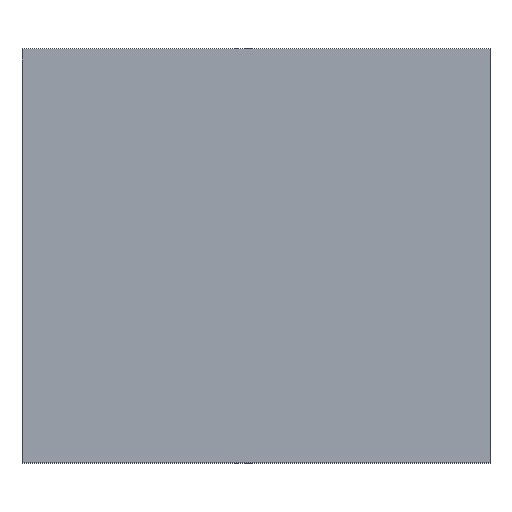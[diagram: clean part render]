
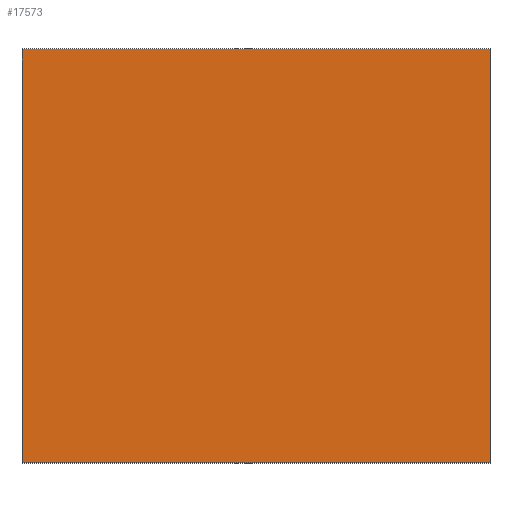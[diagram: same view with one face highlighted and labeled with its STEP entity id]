
A CAD part, top view. The second image highlights one B-rep face of the part: STEP entity #17573.
In plain terms, the highlighted planar face has unit normal (0, 0, 1).
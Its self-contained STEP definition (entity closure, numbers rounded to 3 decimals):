
#17384 = VERTEX_POINT('',#17385);
#17385 = CARTESIAN_POINT('',(-6.5,-5.75,0.95));
#17392 = PLANE('',#17393);
#17393 = AXIS2_PLACEMENT_3D('',#17394,#17395,#17396);
#17394 = CARTESIAN_POINT('',(-6.5,-5.75,0.15));
#17395 = DIRECTION('',(1.,0.,0.));
#17396 = DIRECTION('',(0.,0.,1.));
#17404 = PLANE('',#17405);
#17405 = AXIS2_PLACEMENT_3D('',#17406,#17407,#17408);
#17406 = CARTESIAN_POINT('',(-6.5,-5.75,0.15));
#17407 = DIRECTION('',(0.,1.,0.));
#17408 = DIRECTION('',(0.,0.,1.));
#17445 = VERTEX_POINT('',#17446);
#17446 = CARTESIAN_POINT('',(-6.5,5.75,0.95));
#17460 = PLANE('',#17461);
#17461 = AXIS2_PLACEMENT_3D('',#17462,#17463,#17464);
#17462 = CARTESIAN_POINT('',(-6.5,5.75,0.15));
#17463 = DIRECTION('',(0.,1.,0.));
#17464 = DIRECTION('',(0.,0.,1.));
#17472 = EDGE_CURVE('',#17384,#17445,#17473,.T.);
#17473 = SURFACE_CURVE('',#17474,(#17478,#17485),.PCURVE_S1.);
#17474 = LINE('',#17475,#17476);
#17475 = CARTESIAN_POINT('',(-6.5,-5.75,0.95));
#17476 = VECTOR('',#17477,1.);
#17477 = DIRECTION('',(0.,1.,0.));
#17478 = PCURVE('',#17392,#17479);
#17479 = DEFINITIONAL_REPRESENTATION('',(#17480),#17484);
#17480 = LINE('',#17481,#17482);
#17481 = CARTESIAN_POINT('',(0.8,0.));
#17482 = VECTOR('',#17483,1.);
#17483 = DIRECTION('',(0.,-1.));
#17484 = ( GEOMETRIC_REPRESENTATION_CONTEXT(2) 
PARAMETRIC_REPRESENTATION_CONTEXT() REPRESENTATION_CONTEXT('2D SPACE',''
  ) );
#17485 = PCURVE('',#17486,#17491);
#17486 = PLANE('',#17487);
#17487 = AXIS2_PLACEMENT_3D('',#17488,#17489,#17490);
#17488 = CARTESIAN_POINT('',(-6.5,-5.75,0.95));
#17489 = DIRECTION('',(0.,0.,1.));
#17490 = DIRECTION('',(1.,0.,0.));
#17491 = DEFINITIONAL_REPRESENTATION('',(#17492),#17496);
#17492 = LINE('',#17493,#17494);
#17493 = CARTESIAN_POINT('',(0.,0.));
#17494 = VECTOR('',#17495,1.);
#17495 = DIRECTION('',(0.,1.));
#17496 = ( GEOMETRIC_REPRESENTATION_CONTEXT(2) 
PARAMETRIC_REPRESENTATION_CONTEXT() REPRESENTATION_CONTEXT('2D SPACE',''
  ) );
#17525 = EDGE_CURVE('',#17384,#17526,#17528,.T.);
#17526 = VERTEX_POINT('',#17527);
#17527 = CARTESIAN_POINT('',(6.5,-5.75,0.95));
#17528 = SURFACE_CURVE('',#17529,(#17533,#17540),.PCURVE_S1.);
#17529 = LINE('',#17530,#17531);
#17530 = CARTESIAN_POINT('',(-6.5,-5.75,0.95));
#17531 = VECTOR('',#17532,1.);
#17532 = DIRECTION('',(1.,0.,0.));
#17533 = PCURVE('',#17404,#17534);
#17534 = DEFINITIONAL_REPRESENTATION('',(#17535),#17539);
#17535 = LINE('',#17536,#17537);
#17536 = CARTESIAN_POINT('',(0.8,0.));
#17537 = VECTOR('',#17538,1.);
#17538 = DIRECTION('',(0.,1.));
#17539 = ( GEOMETRIC_REPRESENTATION_CONTEXT(2) 
PARAMETRIC_REPRESENTATION_CONTEXT() REPRESENTATION_CONTEXT('2D SPACE',''
  ) );
#17540 = PCURVE('',#17486,#17541);
#17541 = DEFINITIONAL_REPRESENTATION('',(#17542),#17546);
#17542 = LINE('',#17543,#17544);
#17543 = CARTESIAN_POINT('',(0.,0.));
#17544 = VECTOR('',#17545,1.);
#17545 = DIRECTION('',(1.,0.));
#17546 = ( GEOMETRIC_REPRESENTATION_CONTEXT(2) 
PARAMETRIC_REPRESENTATION_CONTEXT() REPRESENTATION_CONTEXT('2D SPACE',''
  ) );
#17562 = PLANE('',#17563);
#17563 = AXIS2_PLACEMENT_3D('',#17564,#17565,#17566);
#17564 = CARTESIAN_POINT('',(6.5,-5.75,0.15));
#17565 = DIRECTION('',(1.,0.,0.));
#17566 = DIRECTION('',(0.,0.,1.));
#17573 = ADVANCED_FACE('',(#17574),#17486,.T.);
#17574 = FACE_BOUND('',#17575,.T.);
#17575 = EDGE_LOOP('',(#17576,#17577,#17578,#17601));
#17576 = ORIENTED_EDGE('',*,*,#17472,.F.);
#17577 = ORIENTED_EDGE('',*,*,#17525,.T.);
#17578 = ORIENTED_EDGE('',*,*,#17579,.T.);
#17579 = EDGE_CURVE('',#17526,#17580,#17582,.T.);
#17580 = VERTEX_POINT('',#17581);
#17581 = CARTESIAN_POINT('',(6.5,5.75,0.95));
#17582 = SURFACE_CURVE('',#17583,(#17587,#17594),.PCURVE_S1.);
#17583 = LINE('',#17584,#17585);
#17584 = CARTESIAN_POINT('',(6.5,-5.75,0.95));
#17585 = VECTOR('',#17586,1.);
#17586 = DIRECTION('',(0.,1.,0.));
#17587 = PCURVE('',#17486,#17588);
#17588 = DEFINITIONAL_REPRESENTATION('',(#17589),#17593);
#17589 = LINE('',#17590,#17591);
#17590 = CARTESIAN_POINT('',(13.,0.));
#17591 = VECTOR('',#17592,1.);
#17592 = DIRECTION('',(0.,1.));
#17593 = ( GEOMETRIC_REPRESENTATION_CONTEXT(2) 
PARAMETRIC_REPRESENTATION_CONTEXT() REPRESENTATION_CONTEXT('2D SPACE',''
  ) );
#17594 = PCURVE('',#17562,#17595);
#17595 = DEFINITIONAL_REPRESENTATION('',(#17596),#17600);
#17596 = LINE('',#17597,#17598);
#17597 = CARTESIAN_POINT('',(0.8,0.));
#17598 = VECTOR('',#17599,1.);
#17599 = DIRECTION('',(0.,-1.));
#17600 = ( GEOMETRIC_REPRESENTATION_CONTEXT(2) 
PARAMETRIC_REPRESENTATION_CONTEXT() REPRESENTATION_CONTEXT('2D SPACE',''
  ) );
#17601 = ORIENTED_EDGE('',*,*,#17602,.F.);
#17602 = EDGE_CURVE('',#17445,#17580,#17603,.T.);
#17603 = SURFACE_CURVE('',#17604,(#17608,#17615),.PCURVE_S1.);
#17604 = LINE('',#17605,#17606);
#17605 = CARTESIAN_POINT('',(-6.5,5.75,0.95));
#17606 = VECTOR('',#17607,1.);
#17607 = DIRECTION('',(1.,0.,0.));
#17608 = PCURVE('',#17486,#17609);
#17609 = DEFINITIONAL_REPRESENTATION('',(#17610),#17614);
#17610 = LINE('',#17611,#17612);
#17611 = CARTESIAN_POINT('',(0.,11.5));
#17612 = VECTOR('',#17613,1.);
#17613 = DIRECTION('',(1.,0.));
#17614 = ( GEOMETRIC_REPRESENTATION_CONTEXT(2) 
PARAMETRIC_REPRESENTATION_CONTEXT() REPRESENTATION_CONTEXT('2D SPACE',''
  ) );
#17615 = PCURVE('',#17460,#17616);
#17616 = DEFINITIONAL_REPRESENTATION('',(#17617),#17621);
#17617 = LINE('',#17618,#17619);
#17618 = CARTESIAN_POINT('',(0.8,0.));
#17619 = VECTOR('',#17620,1.);
#17620 = DIRECTION('',(0.,1.));
#17621 = ( GEOMETRIC_REPRESENTATION_CONTEXT(2) 
PARAMETRIC_REPRESENTATION_CONTEXT() REPRESENTATION_CONTEXT('2D SPACE',''
  ) );
